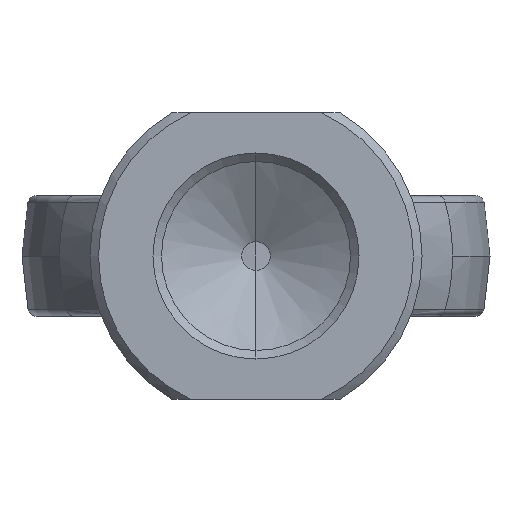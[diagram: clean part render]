
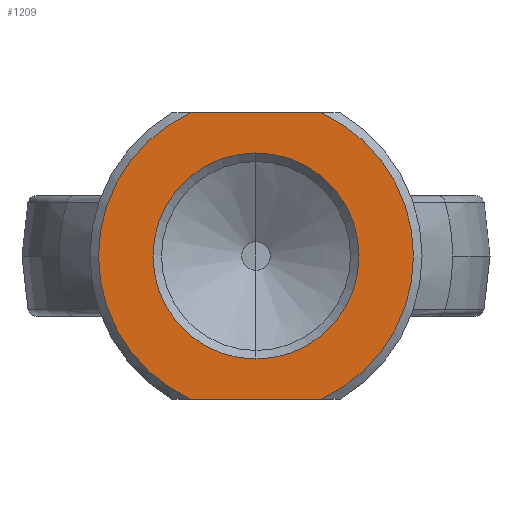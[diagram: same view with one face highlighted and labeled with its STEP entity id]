
A CAD part, left-side view. The second image highlights one B-rep face of the part: STEP entity #1209.
In plain terms, the highlighted planar face has unit normal (-1, 0, 0).
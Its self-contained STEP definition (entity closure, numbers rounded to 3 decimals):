
#1 = CARTESIAN_POINT ( 'NONE',  ( 0., 14.697, -25. ) ) ;
#3 = DIRECTION ( 'NONE',  ( 0., 1., 0. ) ) ;
#173 = CARTESIAN_POINT ( 'NONE',  ( 0., 0., 0. ) ) ;
#175 = DIRECTION ( 'NONE',  ( -1., 0., 0. ) ) ;
#176 = DIRECTION ( 'NONE',  ( 0., 0., -1. ) ) ;
#209 = CARTESIAN_POINT ( 'NONE',  ( 0., 0., 0. ) ) ;
#213 = CARTESIAN_POINT ( 'NONE',  ( 0., 14.697, 25. ) ) ;
#250 = DIRECTION ( 'NONE',  ( 0., -1., 0. ) ) ;
#251 = CARTESIAN_POINT ( 'NONE',  ( 0., -11.456, -25. ) ) ;
#252 = DIRECTION ( 'NONE',  ( 1., 0., 0. ) ) ;
#254 = DIRECTION ( 'NONE',  ( 0., 0., -1. ) ) ;
#287 = DIRECTION ( 'NONE',  ( -1., 0., 0. ) ) ;
#288 = DIRECTION ( 'NONE',  ( 0., 0., -1. ) ) ;
#342 = CARTESIAN_POINT ( 'NONE',  ( 0., -11.456, 25. ) ) ;
#354 = CARTESIAN_POINT ( 'NONE',  ( 0., 0., 18. ) ) ;
#361 = CARTESIAN_POINT ( 'NONE',  ( 0., 0., -18. ) ) ;
#379 = CARTESIAN_POINT ( 'NONE',  ( 0., 11.456, -25. ) ) ;
#383 = CARTESIAN_POINT ( 'NONE',  ( 0., 11.456, 25. ) ) ;
#408 = CARTESIAN_POINT ( 'NONE',  ( 0., 0., 0. ) ) ;
#552 = DIRECTION ( 'NONE',  ( 1., 0., 0. ) ) ;
#557 = DIRECTION ( 'NONE',  ( 0., 0., -1. ) ) ;
#587 = CARTESIAN_POINT ( 'NONE',  ( 0., 0., 0. ) ) ;
#703 = CIRCLE ( 'NONE', #1808, 18. ) ;
#715 = CIRCLE ( 'NONE', #1891, 27.5 ) ;
#746 = VECTOR ( 'NONE', #3, 1000. ) ;
#749 = LINE ( 'NONE', #1, #746 ) ;
#762 = CIRCLE ( 'NONE', #1718, 18. ) ;
#763 = LINE ( 'NONE', #213, #769 ) ;
#769 = VECTOR ( 'NONE', #250, 1000. ) ;
#806 = CIRCLE ( 'NONE', #1854, 27.5 ) ;
#959 = EDGE_LOOP ( 'NONE', ( #1096, #1053 ) ) ;
#991 = FACE_BOUND ( 'NONE', #959, .T. ) ;
#1046 = FACE_OUTER_BOUND ( 'NONE', #1191, .T. ) ;
#1053 = ORIENTED_EDGE ( 'NONE', *, *, #1760, .T. ) ;
#1058 = ORIENTED_EDGE ( 'NONE', *, *, #1850, .T. ) ;
#1096 = ORIENTED_EDGE ( 'NONE', *, *, #1868, .T. ) ;
#1106 = ORIENTED_EDGE ( 'NONE', *, *, #1809, .F. ) ;
#1113 = ORIENTED_EDGE ( 'NONE', *, *, #1775, .F. ) ;
#1150 = ORIENTED_EDGE ( 'NONE', *, *, #1748, .T. ) ;
#1191 = EDGE_LOOP ( 'NONE', ( #1106, #1150, #1113, #1058 ) ) ;
#1209 = ADVANCED_FACE ( 'NONE', ( #991, #1046 ), #1367, .F. ) ;
#1366 = CARTESIAN_POINT ( 'NONE',  ( 0., 16.5, 0. ) ) ;
#1367 = PLANE ( 'NONE',  #1797 ) ;
#1384 = DIRECTION ( 'NONE',  ( 1., 0., 0. ) ) ;
#1396 = DIRECTION ( 'NONE',  ( 0., 0., -1. ) ) ;
#1442 = VERTEX_POINT ( 'NONE', #379 ) ;
#1458 = VERTEX_POINT ( 'NONE', #251 ) ;
#1487 = VERTEX_POINT ( 'NONE', #342 ) ;
#1497 = VERTEX_POINT ( 'NONE', #361 ) ;
#1501 = VERTEX_POINT ( 'NONE', #354 ) ;
#1520 = VERTEX_POINT ( 'NONE', #383 ) ;
#1718 = AXIS2_PLACEMENT_3D ( 'NONE', #209, #252, #254 ) ;
#1748 = EDGE_CURVE ( 'NONE', #1458, #1487, #806, .T. ) ;
#1760 = EDGE_CURVE ( 'NONE', #1497, #1501, #762, .T. ) ;
#1775 = EDGE_CURVE ( 'NONE', #1520, #1487, #763, .T. ) ;
#1797 = AXIS2_PLACEMENT_3D ( 'NONE', #1366, #1384, #1396 ) ;
#1808 = AXIS2_PLACEMENT_3D ( 'NONE', #587, #552, #557 ) ;
#1809 = EDGE_CURVE ( 'NONE', #1458, #1442, #749, .T. ) ;
#1850 = EDGE_CURVE ( 'NONE', #1520, #1442, #715, .T. ) ;
#1854 = AXIS2_PLACEMENT_3D ( 'NONE', #408, #287, #288 ) ;
#1868 = EDGE_CURVE ( 'NONE', #1501, #1497, #703, .T. ) ;
#1891 = AXIS2_PLACEMENT_3D ( 'NONE', #173, #175, #176 ) ;
